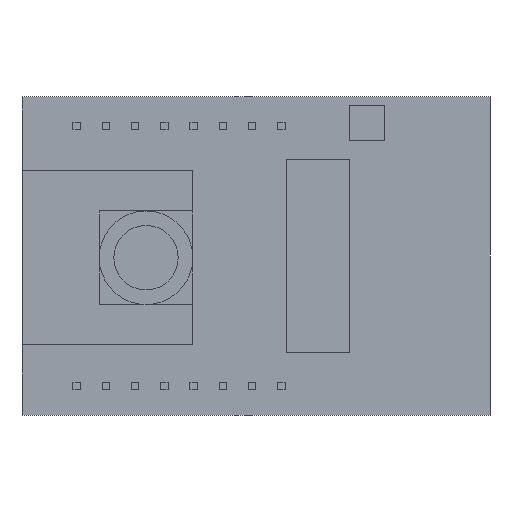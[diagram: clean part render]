
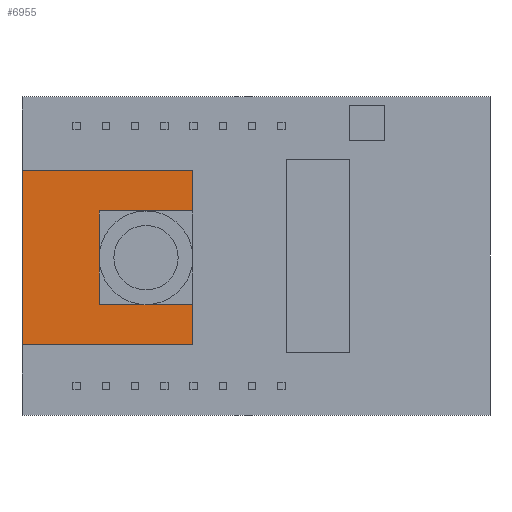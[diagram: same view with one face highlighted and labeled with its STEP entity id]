
A CAD part, front view. The second image highlights one B-rep face of the part: STEP entity #6955.
In plain terms, the highlighted planar face has unit normal (0, -1, 0).
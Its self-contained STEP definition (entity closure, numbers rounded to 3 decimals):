
#28 = ORIENTED_EDGE ( 'NONE', *, *, #8947, .F. ) ;
#97 = DIRECTION ( 'NONE',  ( 0., 0., -1. ) ) ;
#154 = DIRECTION ( 'NONE',  ( 0., -1., 0. ) ) ;
#507 = ORIENTED_EDGE ( 'NONE', *, *, #1066, .F. ) ;
#566 = CARTESIAN_POINT ( 'NONE',  ( -5.4, -2., -7.6 ) ) ;
#586 = VERTEX_POINT ( 'NONE', #6363 ) ;
#871 = VECTOR ( 'NONE', #9694, 1000. ) ;
#891 = VECTOR ( 'NONE', #8959, 1000. ) ;
#947 = FACE_OUTER_BOUND ( 'NONE', #2240, .T. ) ;
#1020 = ORIENTED_EDGE ( 'NONE', *, *, #6326, .F. ) ;
#1066 = EDGE_CURVE ( 'NONE', #9866, #3130, #3349, .T. ) ;
#1169 = EDGE_CURVE ( 'NONE', #6119, #586, #2641, .T. ) ;
#1428 = LINE ( 'NONE', #3047, #6308 ) ;
#1541 = AXIS2_PLACEMENT_3D ( 'NONE', #7296, #154, #97 ) ;
#1672 = CARTESIAN_POINT ( 'NONE',  ( -5.4, -2., 0. ) ) ;
#1771 = CARTESIAN_POINT ( 'NONE',  ( -20., -2., 0. ) ) ;
#1901 = DIRECTION ( 'NONE',  ( 1., 0., 0. ) ) ;
#1997 = VERTEX_POINT ( 'NONE', #2056 ) ;
#2038 = CARTESIAN_POINT ( 'NONE',  ( 0., -2., 7.3 ) ) ;
#2056 = CARTESIAN_POINT ( 'NONE',  ( -5.4, -2., -4.15 ) ) ;
#2240 = EDGE_LOOP ( 'NONE', ( #9366, #5843, #4900, #507, #4635, #4395, #1020, #28 ) ) ;
#2289 = VERTEX_POINT ( 'NONE', #4080 ) ;
#2595 = VECTOR ( 'NONE', #7946, 1000. ) ;
#2641 = LINE ( 'NONE', #9960, #3159 ) ;
#3047 = CARTESIAN_POINT ( 'NONE',  ( -13.4, -2., 3.85 ) ) ;
#3130 = VERTEX_POINT ( 'NONE', #3316 ) ;
#3159 = VECTOR ( 'NONE', #5881, 1000. ) ;
#3237 = CARTESIAN_POINT ( 'NONE',  ( -13.4, -2., -4.15 ) ) ;
#3250 = CARTESIAN_POINT ( 'NONE',  ( 0., -2., -7.6 ) ) ;
#3316 = CARTESIAN_POINT ( 'NONE',  ( -20., -2., 7.3 ) ) ;
#3349 = LINE ( 'NONE', #1771, #891 ) ;
#3489 = CARTESIAN_POINT ( 'NONE',  ( -13.4, -2., -4.15 ) ) ;
#3521 = LINE ( 'NONE', #2038, #4534 ) ;
#3617 = VECTOR ( 'NONE', #9587, 1000. ) ;
#4080 = CARTESIAN_POINT ( 'NONE',  ( -13.4, -2., 3.85 ) ) ;
#4140 = LINE ( 'NONE', #1672, #3617 ) ;
#4157 = DIRECTION ( 'NONE',  ( 1., 0., 0. ) ) ;
#4395 = ORIENTED_EDGE ( 'NONE', *, *, #8994, .T. ) ;
#4534 = VECTOR ( 'NONE', #1901, 1000. ) ;
#4635 = ORIENTED_EDGE ( 'NONE', *, *, #8599, .T. ) ;
#4702 = CARTESIAN_POINT ( 'NONE',  ( -13.4, -2., -4.15 ) ) ;
#4869 = LINE ( 'NONE', #3237, #871 ) ;
#4900 = ORIENTED_EDGE ( 'NONE', *, *, #5870, .F. ) ;
#4990 = CARTESIAN_POINT ( 'NONE',  ( -5.4, -2., 3.85 ) ) ;
#5060 = VERTEX_POINT ( 'NONE', #566 ) ;
#5843 = ORIENTED_EDGE ( 'NONE', *, *, #1169, .T. ) ;
#5870 = EDGE_CURVE ( 'NONE', #3130, #586, #3521, .T. ) ;
#5881 = DIRECTION ( 'NONE',  ( 0., 0., 1. ) ) ;
#6119 = VERTEX_POINT ( 'NONE', #4990 ) ;
#6272 = DIRECTION ( 'NONE',  ( -1., 0., 0. ) ) ;
#6308 = VECTOR ( 'NONE', #6272, 1000. ) ;
#6326 = EDGE_CURVE ( 'NONE', #7802, #1997, #4869, .T. ) ;
#6363 = CARTESIAN_POINT ( 'NONE',  ( -5.4, -2., 7.3 ) ) ;
#6955 = ADVANCED_FACE ( 'NONE', ( #947 ), #7199, .T. ) ;
#7199 = PLANE ( 'NONE',  #1541 ) ;
#7296 = CARTESIAN_POINT ( 'NONE',  ( 0., -2., 0. ) ) ;
#7802 = VERTEX_POINT ( 'NONE', #3489 ) ;
#7946 = DIRECTION ( 'NONE',  ( 0., 0., -1. ) ) ;
#8189 = LINE ( 'NONE', #3250, #10313 ) ;
#8599 = EDGE_CURVE ( 'NONE', #9866, #5060, #8189, .T. ) ;
#8947 = EDGE_CURVE ( 'NONE', #2289, #7802, #9423, .T. ) ;
#8959 = DIRECTION ( 'NONE',  ( 0., 0., 1. ) ) ;
#8994 = EDGE_CURVE ( 'NONE', #5060, #1997, #4140, .T. ) ;
#9292 = EDGE_CURVE ( 'NONE', #6119, #2289, #1428, .T. ) ;
#9366 = ORIENTED_EDGE ( 'NONE', *, *, #9292, .F. ) ;
#9423 = LINE ( 'NONE', #4702, #2595 ) ;
#9587 = DIRECTION ( 'NONE',  ( 0., 0., 1. ) ) ;
#9639 = CARTESIAN_POINT ( 'NONE',  ( -20., -2., -7.6 ) ) ;
#9694 = DIRECTION ( 'NONE',  ( 1., 0., 0. ) ) ;
#9866 = VERTEX_POINT ( 'NONE', #9639 ) ;
#9960 = CARTESIAN_POINT ( 'NONE',  ( -5.4, -2., 0. ) ) ;
#10313 = VECTOR ( 'NONE', #4157, 1000. ) ;
